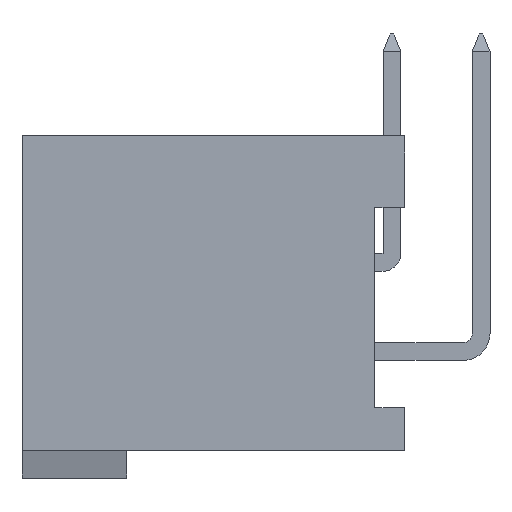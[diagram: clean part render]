
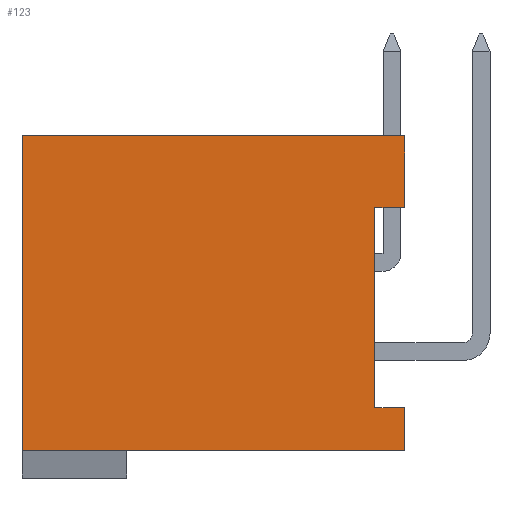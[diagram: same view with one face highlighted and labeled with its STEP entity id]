
A CAD part, left-side view. The second image highlights one B-rep face of the part: STEP entity #123.
In plain terms, the highlighted planar face has unit normal (-1, 0, 0).
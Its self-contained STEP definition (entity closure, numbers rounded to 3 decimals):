
#123=ADVANCED_FACE('',(#657),#658,.T.);
#657=FACE_OUTER_BOUND('',#1618,.T.);
#658=PLANE('',#1619);
#1618=EDGE_LOOP('',(#2882,#2883,#2884,#2885,#2886,#2887,#2888,#2889));
#1619=AXIS2_PLACEMENT_3D('',#2890,#2891,#2892);
#2882=ORIENTED_EDGE('',*,*,#6207,.T.);
#2883=ORIENTED_EDGE('',*,*,#6209,.T.);
#2884=ORIENTED_EDGE('',*,*,#6120,.T.);
#2885=ORIENTED_EDGE('',*,*,#6115,.F.);
#2886=ORIENTED_EDGE('',*,*,#6204,.T.);
#2887=ORIENTED_EDGE('',*,*,#6210,.F.);
#2888=ORIENTED_EDGE('',*,*,#6019,.F.);
#2889=ORIENTED_EDGE('',*,*,#6059,.T.);
#2890=CARTESIAN_POINT('',(-12.79,5.45,-4.875));
#2891=DIRECTION('',(-1.0,0.0,0.0));
#2892=DIRECTION('',(0.0,0.0,1.0));
#6019=EDGE_CURVE('',#7211,#7212,#7213,.T.);
#6059=EDGE_CURVE('',#7211,#7284,#7286,.T.);
#6115=EDGE_CURVE('',#7377,#7379,#7380,.T.);
#6120=EDGE_CURVE('',#7387,#7379,#7388,.T.);
#6204=EDGE_CURVE('',#7377,#7546,#7548,.T.);
#6207=EDGE_CURVE('',#7284,#7550,#7552,.T.);
#6209=EDGE_CURVE('',#7550,#7387,#7554,.T.);
#6210=EDGE_CURVE('',#7212,#7546,#7555,.T.);
#7211=VERTEX_POINT('',#8963);
#7212=VERTEX_POINT('',#8964);
#7213=LINE('',#8965,#8966);
#7284=VERTEX_POINT('',#9071);
#7286=LINE('',#9074,#9075);
#7377=VERTEX_POINT('',#9216);
#7379=VERTEX_POINT('',#9219);
#7380=LINE('',#9220,#9221);
#7387=VERTEX_POINT('',#9232);
#7388=LINE('',#9233,#9234);
#7546=VERTEX_POINT('',#9474);
#7548=LINE('',#9477,#9478);
#7550=VERTEX_POINT('',#9481);
#7552=LINE('',#9484,#9485);
#7554=LINE('',#9488,#9489);
#7555=LINE('',#9490,#9491);
#8963=CARTESIAN_POINT('',(-12.79,5.45,-4.1));
#8964=CARTESIAN_POINT('',(-12.79,5.45,4.875));
#8965=CARTESIAN_POINT('',(-12.79,5.45,-4.1));
#8966=VECTOR('',#11689,8.975);
#9071=CARTESIAN_POINT('',(-12.79,-5.45,-4.1));
#9074=CARTESIAN_POINT('',(-12.79,5.45,-4.1));
#9075=VECTOR('',#11737,10.9);
#9216=CARTESIAN_POINT('',(-12.79,-5.45,2.825));
#9219=CARTESIAN_POINT('',(-12.79,-4.6,2.825));
#9220=CARTESIAN_POINT('',(-12.79,-5.45,2.825));
#9221=VECTOR('',#11801,0.85);
#9232=CARTESIAN_POINT('',(-12.79,-4.6,-2.875));
#9233=CARTESIAN_POINT('',(-12.79,-4.6,-2.875));
#9234=VECTOR('',#11806,5.7);
#9474=CARTESIAN_POINT('',(-12.79,-5.45,4.875));
#9477=CARTESIAN_POINT('',(-12.79,-5.45,2.825));
#9478=VECTOR('',#11890,2.05);
#9481=CARTESIAN_POINT('',(-12.79,-5.45,-2.875));
#9484=CARTESIAN_POINT('',(-12.79,-5.45,-4.1));
#9485=VECTOR('',#11893,1.225);
#9488=CARTESIAN_POINT('',(-12.79,-5.45,-2.875));
#9489=VECTOR('',#11895,0.85);
#9490=CARTESIAN_POINT('',(-12.79,5.45,4.875));
#9491=VECTOR('',#11896,10.9);
#11689=DIRECTION('',(0.0,0.0,1.0));
#11737=DIRECTION('',(0.0,-1.0,0.0));
#11801=DIRECTION('',(0.0,1.0,0.0));
#11806=DIRECTION('',(0.0,0.0,1.0));
#11890=DIRECTION('',(0.0,0.0,1.0));
#11893=DIRECTION('',(0.0,0.0,1.0));
#11895=DIRECTION('',(0.0,1.0,0.0));
#11896=DIRECTION('',(0.0,-1.0,0.0));
